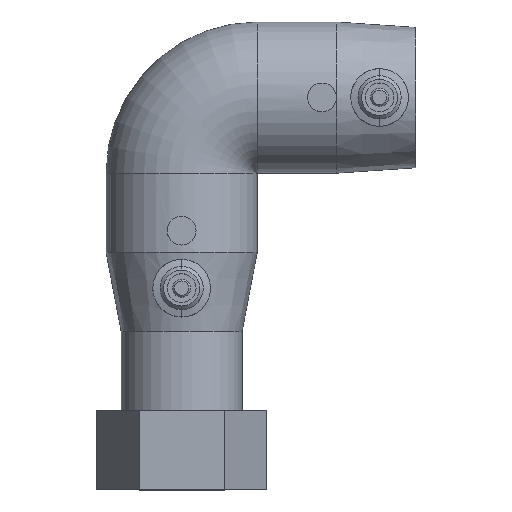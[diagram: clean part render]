
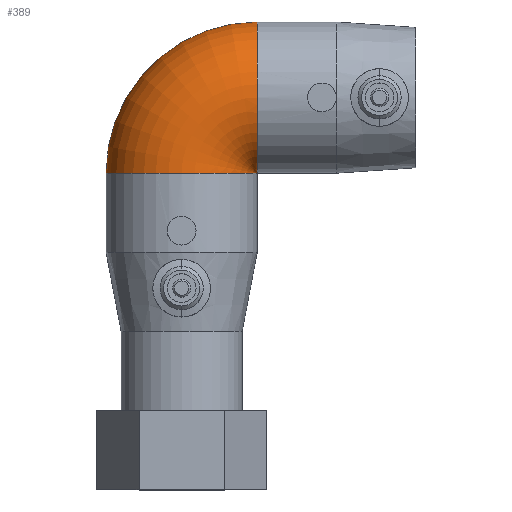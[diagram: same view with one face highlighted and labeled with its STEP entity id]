
A CAD part, top view. The second image highlights one B-rep face of the part: STEP entity #389.
In plain terms, the highlighted toroidal (fillet/blend) face has major radius 21.01 mm and minor radius 21 mm.
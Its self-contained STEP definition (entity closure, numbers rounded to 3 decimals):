
#389 = ADVANCED_FACE( '', ( #1129 ), #1130, .T. );
#425 = VERTEX_POINT( '', #1167 );
#427 = EDGE_CURVE( '', #425, #1001, #1169, .T. );
#479 = EDGE_CURVE( '', #1005, #921, #1231, .T. );
#663 = EDGE_CURVE( '', #711, #1001, #1438, .T. );
#711 = VERTEX_POINT( '', #1493 );
#737 = EDGE_CURVE( '', #711, #921, #1521, .T. );
#921 = VERTEX_POINT( '', #1734 );
#927 = EDGE_CURVE( '', #1005, #425, #1740, .T. );
#1001 = VERTEX_POINT( '', #1821 );
#1005 = VERTEX_POINT( '', #1826 );
#1129 = FACE_OUTER_BOUND( '', #1987, .T. );
#1130 = TOROIDAL_SURFACE( '', #1988, 21.01, 21. );
#1167 = CARTESIAN_POINT( '', ( 0., 0.005, 21. ) );
#1169 = B_SPLINE_CURVE_WITH_KNOTS( '', 3, ( #2038, #2039, #2040, #2041 ), .UNSPECIFIED., .F., .F., ( 4, 4 ), ( -0.01, 0. ), .UNSPECIFIED. );
#1231 = CIRCLE( '', #2119, 21. );
#1438 = CIRCLE( '', #2566, 21. );
#1493 = CARTESIAN_POINT( '', ( 0.01, 21.01, 0. ) );
#1521 = CIRCLE( '', #2707, 42.01 );
#1734 = CARTESIAN_POINT( '', ( -42., -21., 0. ) );
#1740 = B_SPLINE_CURVE_WITH_KNOTS( '', 3, ( #3020, #3021, #3022, #3023, #3024, #3025, #3026, #3027, #3028, #3029, #3030, #3031, #3032, #3033, #3034, #3035, #3036, #3037, #3038, #3039, #3040, #3041, #3042, #3043, #3044, #3045, #3046, #3047, #3048, #3049, #3050, #3051, #3052, #3053, #3054, #3055, #3056, #3057 ), .UNSPECIFIED., .F., .F., ( 4, 2, 2, 2, 2, 2, 2, 2, 2, 2, 2, 2, 2, 2, 2, 2, 2, 2, 4 ), ( 0., 0.266, 1.222, 2.177, 4.088, 6., 7.911, 9.84, 11.769, 13.698, 15.627, 17.561, 19.494, 21.427, 23.36, 25.293, 27.226, 29.159, 31.087 ), .UNSPECIFIED. );
#1821 = CARTESIAN_POINT( '', ( 0.01, 0.005, 21. ) );
#1826 = CARTESIAN_POINT( '', ( 0., -21., 0. ) );
#1987 = EDGE_LOOP( '', ( #3504, #3505, #3506, #3507, #3508 ) );
#1988 = AXIS2_PLACEMENT_3D( '', #3509, #3510, #3511 );
#2038 = CARTESIAN_POINT( '', ( 0., 0.005, 21. ) );
#2039 = CARTESIAN_POINT( '', ( 0.003, 0.005, 21. ) );
#2040 = CARTESIAN_POINT( '', ( 0.007, 0.005, 21. ) );
#2041 = CARTESIAN_POINT( '', ( 0.01, 0.005, 21. ) );
#2119 = AXIS2_PLACEMENT_3D( '', #3634, #3635, #3636 );
#2566 = AXIS2_PLACEMENT_3D( '', #3878, #3879, #3880 );
#2707 = AXIS2_PLACEMENT_3D( '', #3979, #3980, #3981 );
#3020 = CARTESIAN_POINT( '', ( 0., -21., 0. ) );
#3021 = CARTESIAN_POINT( '', ( 0., -20.998, 0.089 ) );
#3022 = CARTESIAN_POINT( '', ( 0., -20.996, 0.195 ) );
#3023 = CARTESIAN_POINT( '', ( 0., -20.986, 0.602 ) );
#3024 = CARTESIAN_POINT( '', ( 0., -20.974, 0.928 ) );
#3025 = CARTESIAN_POINT( '', ( 0., -20.933, 1.591 ) );
#3026 = CARTESIAN_POINT( '', ( 0., -20.905, 1.927 ) );
#3027 = CARTESIAN_POINT( '', ( 0., -20.794, 2.943 ) );
#3028 = CARTESIAN_POINT( '', ( 0., -20.686, 3.631 ) );
#3029 = CARTESIAN_POINT( '', ( 0., -20.4, 4.992 ) );
#3030 = CARTESIAN_POINT( '', ( 0., -20.223, 5.665 ) );
#3031 = CARTESIAN_POINT( '', ( 0., -19.814, 6.963 ) );
#3032 = CARTESIAN_POINT( '', ( 0., -19.581, 7.589 ) );
#3033 = CARTESIAN_POINT( '', ( 0., -19.083, 8.768 ) );
#3034 = CARTESIAN_POINT( '', ( 0., -18.793, 9.376 ) );
#3035 = CARTESIAN_POINT( '', ( 0., -18.14, 10.585 ) );
#3036 = CARTESIAN_POINT( '', ( 0., -17.777, 11.186 ) );
#3037 = CARTESIAN_POINT( '', ( 0., -16.991, 12.348 ) );
#3038 = CARTESIAN_POINT( '', ( 0., -16.568, 12.909 ) );
#3039 = CARTESIAN_POINT( '', ( 0., -15.689, 13.965 ) );
#3040 = CARTESIAN_POINT( '', ( 0., -15.232, 14.46 ) );
#3041 = CARTESIAN_POINT( '', ( 0., -14.318, 15.366 ) );
#3042 = CARTESIAN_POINT( '', ( 0., -13.818, 15.82 ) );
#3043 = CARTESIAN_POINT( '', ( 0., -12.752, 16.691 ) );
#3044 = CARTESIAN_POINT( '', ( 0., -12.186, 17.11 ) );
#3045 = CARTESIAN_POINT( '', ( 0., -11.015, 17.887 ) );
#3046 = CARTESIAN_POINT( '', ( 0., -10.41, 18.246 ) );
#3047 = CARTESIAN_POINT( '', ( 0., -9.193, 18.889 ) );
#3048 = CARTESIAN_POINT( '', ( 0., -8.581, 19.173 ) );
#3049 = CARTESIAN_POINT( '', ( 0., -7.389, 19.664 ) );
#3050 = CARTESIAN_POINT( '', ( 0., -6.754, 19.893 ) );
#3051 = CARTESIAN_POINT( '', ( 0., -5.437, 20.293 ) );
#3052 = CARTESIAN_POINT( '', ( 0., -4.754, 20.465 ) );
#3053 = CARTESIAN_POINT( '', ( 0., -3.376, 20.737 ) );
#3054 = CARTESIAN_POINT( '', ( 0., -2.679, 20.838 ) );
#3055 = CARTESIAN_POINT( '', ( 0., -1.31, 20.97 ) );
#3056 = CARTESIAN_POINT( '', ( 0., -0.638, 21. ) );
#3057 = CARTESIAN_POINT( '', ( 0., 0.005, 21. ) );
#3504 = ORIENTED_EDGE( '', *, *, #737, .T. );
#3505 = ORIENTED_EDGE( '', *, *, #479, .F. );
#3506 = ORIENTED_EDGE( '', *, *, #927, .T. );
#3507 = ORIENTED_EDGE( '', *, *, #427, .T. );
#3508 = ORIENTED_EDGE( '', *, *, #663, .F. );
#3509 = CARTESIAN_POINT( '', ( 0.01, -21., 0. ) );
#3510 = DIRECTION( '', ( 0., 0., 1. ) );
#3511 = DIRECTION( '', ( 1., 0., 0. ) );
#3634 = CARTESIAN_POINT( '', ( -21., -21., 0. ) );
#3635 = DIRECTION( '', ( 0., -1., 0. ) );
#3636 = DIRECTION( '', ( -1., 0., 0. ) );
#3878 = CARTESIAN_POINT( '', ( 0.01, 0.01, 0. ) );
#3879 = DIRECTION( '', ( 1., 0., 0. ) );
#3880 = DIRECTION( '', ( 0., -1., 0. ) );
#3979 = CARTESIAN_POINT( '', ( 0.01, -21., 0. ) );
#3980 = DIRECTION( '', ( 0., 0., 1. ) );
#3981 = DIRECTION( '', ( 1., 0., 0. ) );
